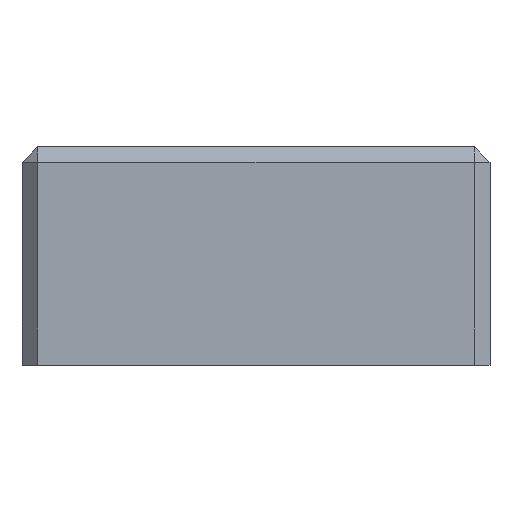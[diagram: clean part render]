
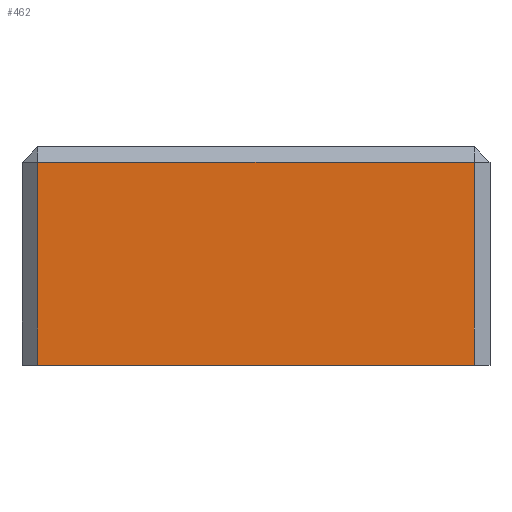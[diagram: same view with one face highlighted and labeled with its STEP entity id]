
A CAD part, top view. The second image highlights one B-rep face of the part: STEP entity #462.
In plain terms, the highlighted planar face has unit normal (0, 0, 1).
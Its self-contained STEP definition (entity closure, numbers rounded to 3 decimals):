
#77=ORIENTED_EDGE('',*,*,#191,.T.);
#78=ORIENTED_EDGE('',*,*,#197,.T.);
#79=ORIENTED_EDGE('',*,*,#198,.T.);
#80=ORIENTED_EDGE('',*,*,#199,.T.);
#191=EDGE_CURVE('',#252,#251,#290,.T.);
#197=EDGE_CURVE('',#251,#254,#294,.T.);
#198=EDGE_CURVE('',#254,#255,#295,.T.);
#199=EDGE_CURVE('',#255,#252,#296,.T.);
#251=VERTEX_POINT('',#729);
#252=VERTEX_POINT('',#731);
#254=VERTEX_POINT('',#742);
#255=VERTEX_POINT('',#744);
#290=LINE('',#730,#334);
#294=LINE('',#741,#338);
#295=LINE('',#743,#339);
#296=LINE('',#745,#340);
#334=VECTOR('',#568,1000.);
#338=VECTOR('',#582,1000.);
#339=VECTOR('',#583,1000.);
#340=VECTOR('',#584,1000.);
#366=EDGE_LOOP('',(#77,#78,#79,#80));
#404=FACE_BOUND('',#366,.T.);
#442=PLANE('',#506);
#462=ADVANCED_FACE('',(#404),#442,.T.);
#506=AXIS2_PLACEMENT_3D('',#740,#580,#581);
#568=DIRECTION('',(1.,0.,0.));
#580=DIRECTION('',(0.,0.,1.));
#581=DIRECTION('',(1.,0.,0.));
#582=DIRECTION('',(0.,1.,0.));
#583=DIRECTION('',(-1.,0.,0.));
#584=DIRECTION('',(0.,-1.,0.));
#729=CARTESIAN_POINT('',(7.,-3.5,9.95));
#730=CARTESIAN_POINT('',(-7.5,-3.5,9.95));
#731=CARTESIAN_POINT('',(-7.,-3.5,9.95));
#740=CARTESIAN_POINT('',(-7.5,-3.5,9.95));
#741=CARTESIAN_POINT('',(7.,-3.5,9.95));
#742=CARTESIAN_POINT('',(7.,3.,9.95));
#743=CARTESIAN_POINT('',(-7.5,3.,9.95));
#744=CARTESIAN_POINT('',(-7.,3.,9.95));
#745=CARTESIAN_POINT('',(-7.,-3.5,9.95));
